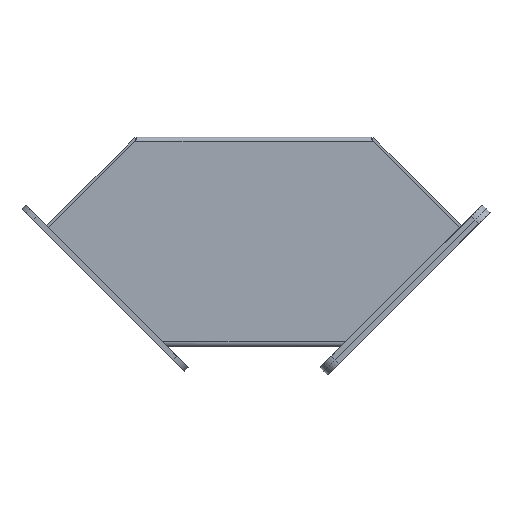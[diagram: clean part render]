
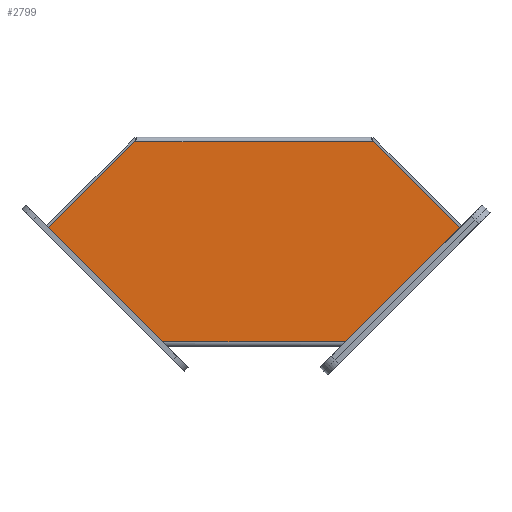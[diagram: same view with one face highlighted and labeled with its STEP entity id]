
A CAD part, front view. The second image highlights one B-rep face of the part: STEP entity #2799.
In plain terms, the highlighted planar face has unit normal (0, -1, 0).
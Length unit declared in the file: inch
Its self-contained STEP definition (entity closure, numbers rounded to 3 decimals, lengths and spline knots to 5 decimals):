
#21 = CARTESIAN_POINT ( 'NONE',  ( -4.81025, -2., 4.833 ) ) ;
#79 = VERTEX_POINT ( 'NONE', #427 ) ;
#99 = DIRECTION ( 'NONE',  ( 0., -1., 0. ) ) ;
#352 = ORIENTED_EDGE ( 'NONE', *, *, #2873, .F. ) ;
#406 = DIRECTION ( 'NONE',  ( 1., 0., 0. ) ) ;
#427 = CARTESIAN_POINT ( 'NONE',  ( -2.791, -2., 4.797 ) ) ;
#649 = VERTEX_POINT ( 'NONE', #2539 ) ;
#747 = EDGE_CURVE ( 'NONE', #3062, #79, #1252, .T. ) ;
#778 = VERTEX_POINT ( 'NONE', #1676 ) ;
#801 = EDGE_CURVE ( 'NONE', #3235, #79, #2385, .T. ) ;
#842 = LINE ( 'NONE', #3465, #3558 ) ;
#903 = ORIENTED_EDGE ( 'NONE', *, *, #747, .F. ) ;
#1050 = LINE ( 'NONE', #3343, #3928 ) ;
#1180 = DIRECTION ( 'NONE',  ( -0.707, 0., 0.707 ) ) ;
#1199 = EDGE_CURVE ( 'NONE', #649, #2007, #1050, .T. ) ;
#1252 = LINE ( 'NONE', #2558, #3651 ) ;
#1662 = LINE ( 'NONE', #3982, #3360 ) ;
#1676 = CARTESIAN_POINT ( 'NONE',  ( 4.81025, -2., 2.77775 ) ) ;
#1713 = ORIENTED_EDGE ( 'NONE', *, *, #2593, .F. ) ;
#1864 = LINE ( 'NONE', #2490, #3632 ) ;
#2007 = VERTEX_POINT ( 'NONE', #3503 ) ;
#2217 = CARTESIAN_POINT ( 'NONE',  ( -4.81025, -2., 2.77775 ) ) ;
#2335 = ORIENTED_EDGE ( 'NONE', *, *, #3184, .F. ) ;
#2385 = LINE ( 'NONE', #3327, #3655 ) ;
#2395 = AXIS2_PLACEMENT_3D ( 'NONE', #21, #99, #3278 ) ;
#2490 = CARTESIAN_POINT ( 'NONE',  ( -4.81025, -2., 2.77775 ) ) ;
#2539 = CARTESIAN_POINT ( 'NONE',  ( -2.1405, -2., 0.108 ) ) ;
#2558 = CARTESIAN_POINT ( 'NONE',  ( -2.755, -2., 4.833 ) ) ;
#2561 = EDGE_LOOP ( 'NONE', ( #2673, #352, #2335, #3945, #903, #1713 ) ) ;
#2593 = EDGE_CURVE ( 'NONE', #649, #3062, #1864, .T. ) ;
#2673 = ORIENTED_EDGE ( 'NONE', *, *, #1199, .T. ) ;
#2799 = ADVANCED_FACE ( 'NONE', ( #3212 ), #4208, .T. ) ;
#2873 = EDGE_CURVE ( 'NONE', #778, #2007, #842, .T. ) ;
#2972 = DIRECTION ( 'NONE',  ( 0.707, 0., -0.707 ) ) ;
#3059 = DIRECTION ( 'NONE',  ( -0.707, 0., -0.707 ) ) ;
#3062 = VERTEX_POINT ( 'NONE', #2217 ) ;
#3184 = EDGE_CURVE ( 'NONE', #3235, #778, #1662, .T. ) ;
#3212 = FACE_OUTER_BOUND ( 'NONE', #2561, .T. ) ;
#3235 = VERTEX_POINT ( 'NONE', #4082 ) ;
#3278 = DIRECTION ( 'NONE',  ( 0., 0., -1. ) ) ;
#3327 = CARTESIAN_POINT ( 'NONE',  ( -4.81025, -2., 4.797 ) ) ;
#3343 = CARTESIAN_POINT ( 'NONE',  ( -4.81025, -2., 0.108 ) ) ;
#3360 = VECTOR ( 'NONE', #2972, 39.37008 ) ;
#3465 = CARTESIAN_POINT ( 'NONE',  ( 2.0325, -2., 0. ) ) ;
#3503 = CARTESIAN_POINT ( 'NONE',  ( 2.1405, -2., 0.108 ) ) ;
#3558 = VECTOR ( 'NONE', #3059, 39.37008 ) ;
#3632 = VECTOR ( 'NONE', #1180, 39.37008 ) ;
#3633 = DIRECTION ( 'NONE',  ( -1., 0., 0. ) ) ;
#3651 = VECTOR ( 'NONE', #3868, 39.37008 ) ;
#3655 = VECTOR ( 'NONE', #3633, 39.37008 ) ;
#3868 = DIRECTION ( 'NONE',  ( 0.707, 0., 0.707 ) ) ;
#3928 = VECTOR ( 'NONE', #406, 39.37008 ) ;
#3945 = ORIENTED_EDGE ( 'NONE', *, *, #801, .T. ) ;
#3982 = CARTESIAN_POINT ( 'NONE',  ( 4.81025, -2., 2.77775 ) ) ;
#4082 = CARTESIAN_POINT ( 'NONE',  ( 2.791, -2., 4.797 ) ) ;
#4208 = PLANE ( 'NONE',  #2395 ) ;
